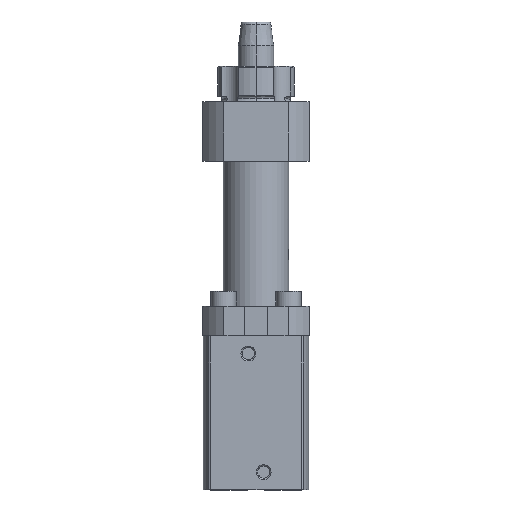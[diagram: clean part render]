
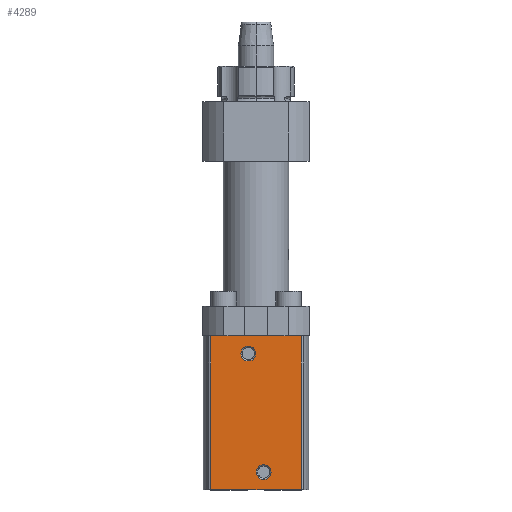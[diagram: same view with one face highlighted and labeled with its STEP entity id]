
A CAD part, top view. The second image highlights one B-rep face of the part: STEP entity #4289.
In plain terms, the highlighted planar face has unit normal (0, 0, 1).
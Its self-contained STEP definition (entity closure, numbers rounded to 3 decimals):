
#728 = DIRECTION ( 'NONE',  ( 0., 0., 1. ) ) ;
#736 = CARTESIAN_POINT ( 'NONE',  ( -15.363, 0., 17.75 ) ) ;
#737 = FACE_OUTER_BOUND ( 'NONE', #10182, .T. ) ;
#739 = FACE_BOUND ( 'NONE', #10191, .T. ) ;
#740 = FACE_BOUND ( 'NONE', #10188, .T. ) ;
#741 = PLANE ( 'NONE',  #9539 ) ;
#743 = DIRECTION ( 'NONE',  ( 0., -1., 0. ) ) ;
#1189 = CARTESIAN_POINT ( 'NONE',  ( 2.6, -46., 17.75 ) ) ;
#1190 = DIRECTION ( 'NONE',  ( 0., 0., -1. ) ) ;
#1191 = DIRECTION ( 'NONE',  ( 0., -1., 0. ) ) ;
#1214 = CARTESIAN_POINT ( 'NONE',  ( -2.6, -6., 17.75 ) ) ;
#1215 = DIRECTION ( 'NONE',  ( 0., 0., -1. ) ) ;
#1216 = DIRECTION ( 'NONE',  ( 0., -1., 0. ) ) ;
#2885 = CIRCLE ( 'NONE', #2888, 2.5 ) ;
#2888 = AXIS2_PLACEMENT_3D ( 'NONE', #5166, #5167, #5168 ) ;
#2889 = CIRCLE ( 'NONE', #2891, 2.5 ) ;
#2891 = AXIS2_PLACEMENT_3D ( 'NONE', #5172, #5173, #5174 ) ;
#2895 = VECTOR ( 'NONE', #5183, 1000. ) ;
#2907 = VECTOR ( 'NONE', #5375, 1000. ) ;
#2909 = VECTOR ( 'NONE', #5392, 1000. ) ;
#2911 = VECTOR ( 'NONE', #5386, 1000. ) ;
#3906 = CARTESIAN_POINT ( 'NONE',  ( -2.6, -3.5, 17.75 ) ) ;
#3919 = CARTESIAN_POINT ( 'NONE',  ( 2.6, -43.5, 17.75 ) ) ;
#3946 = CARTESIAN_POINT ( 'NONE',  ( -2.6, -8.5, 17.75 ) ) ;
#3953 = CARTESIAN_POINT ( 'NONE',  ( 2.6, -48.5, 17.75 ) ) ;
#4289 = ADVANCED_FACE ( 'NONE', ( #737, #739, #740 ), #741, .T. ) ;
#4399 = EDGE_CURVE ( 'NONE', #10540, #10506, #9875, .T. ) ;
#4407 = EDGE_CURVE ( 'NONE', #10533, #10493, #9828, .T. ) ;
#5166 = CARTESIAN_POINT ( 'NONE',  ( 2.6, -46., 17.75 ) ) ;
#5167 = DIRECTION ( 'NONE',  ( 0., 0., -1. ) ) ;
#5168 = DIRECTION ( 'NONE',  ( 0., -1., 0. ) ) ;
#5172 = CARTESIAN_POINT ( 'NONE',  ( -2.6, -6., 17.75 ) ) ;
#5173 = DIRECTION ( 'NONE',  ( 0., 0., -1. ) ) ;
#5174 = DIRECTION ( 'NONE',  ( 0., -1., 0. ) ) ;
#5181 = LINE ( 'NONE', #5182, #2895 ) ;
#5182 = CARTESIAN_POINT ( 'NONE',  ( -15.363, -52., 17.75 ) ) ;
#5183 = DIRECTION ( 'NONE',  ( 1., 0., 0. ) ) ;
#5300 = CARTESIAN_POINT ( 'NONE',  ( -15.363, -52., 17.75 ) ) ;
#5301 = CARTESIAN_POINT ( 'NONE',  ( 15.363, -52., 17.75 ) ) ;
#5303 = CARTESIAN_POINT ( 'NONE',  ( 15.363, 0., 17.75 ) ) ;
#5306 = CARTESIAN_POINT ( 'NONE',  ( -15.363, 0., 17.75 ) ) ;
#5372 = CARTESIAN_POINT ( 'NONE',  ( 15.363, 0., 17.75 ) ) ;
#5373 = LINE ( 'NONE', #5372, #2907 ) ;
#5375 = DIRECTION ( 'NONE',  ( 0., 1., 0. ) ) ;
#5384 = LINE ( 'NONE', #5385, #2911 ) ;
#5385 = CARTESIAN_POINT ( 'NONE',  ( -15.363, 0., 17.75 ) ) ;
#5386 = DIRECTION ( 'NONE',  ( -1., 0., 0. ) ) ;
#5390 = LINE ( 'NONE', #5391, #2909 ) ;
#5391 = CARTESIAN_POINT ( 'NONE',  ( -15.363, 0., 17.75 ) ) ;
#5392 = DIRECTION ( 'NONE',  ( 0., -1., 0. ) ) ;
#6187 = EDGE_CURVE ( 'NONE', #10506, #10540, #2885, .T. ) ;
#6189 = EDGE_CURVE ( 'NONE', #10493, #10533, #2889, .T. ) ;
#6193 = EDGE_CURVE ( 'NONE', #6338, #6339, #5181, .T. ) ;
#6338 = VERTEX_POINT ( 'NONE', #5300 ) ;
#6339 = VERTEX_POINT ( 'NONE', #5301 ) ;
#6341 = VERTEX_POINT ( 'NONE', #5303 ) ;
#6344 = VERTEX_POINT ( 'NONE', #5306 ) ;
#8139 = ORIENTED_EDGE ( 'NONE', *, *, #9592, .T. ) ;
#8140 = ORIENTED_EDGE ( 'NONE', *, *, #9594, .T. ) ;
#8141 = ORIENTED_EDGE ( 'NONE', *, *, #6193, .T. ) ;
#8142 = ORIENTED_EDGE ( 'NONE', *, *, #9588, .T. ) ;
#8143 = ORIENTED_EDGE ( 'NONE', *, *, #4407, .T. ) ;
#8144 = ORIENTED_EDGE ( 'NONE', *, *, #6189, .T. ) ;
#8145 = ORIENTED_EDGE ( 'NONE', *, *, #4399, .T. ) ;
#8146 = ORIENTED_EDGE ( 'NONE', *, *, #6187, .T. ) ;
#9539 = AXIS2_PLACEMENT_3D ( 'NONE', #736, #728, #743 ) ;
#9588 = EDGE_CURVE ( 'NONE', #6339, #6341, #5373, .T. ) ;
#9592 = EDGE_CURVE ( 'NONE', #6341, #6344, #5384, .T. ) ;
#9594 = EDGE_CURVE ( 'NONE', #6344, #6338, #5390, .T. ) ;
#9828 = CIRCLE ( 'NONE', #9844, 2.5 ) ;
#9841 = AXIS2_PLACEMENT_3D ( 'NONE', #1189, #1190, #1191 ) ;
#9844 = AXIS2_PLACEMENT_3D ( 'NONE', #1214, #1215, #1216 ) ;
#9875 = CIRCLE ( 'NONE', #9841, 2.5 ) ;
#10182 = EDGE_LOOP ( 'NONE', ( #8139, #8140, #8141, #8142 ) ) ;
#10188 = EDGE_LOOP ( 'NONE', ( #8145, #8146 ) ) ;
#10191 = EDGE_LOOP ( 'NONE', ( #8143, #8144 ) ) ;
#10493 = VERTEX_POINT ( 'NONE', #3906 ) ;
#10506 = VERTEX_POINT ( 'NONE', #3919 ) ;
#10533 = VERTEX_POINT ( 'NONE', #3946 ) ;
#10540 = VERTEX_POINT ( 'NONE', #3953 ) ;
